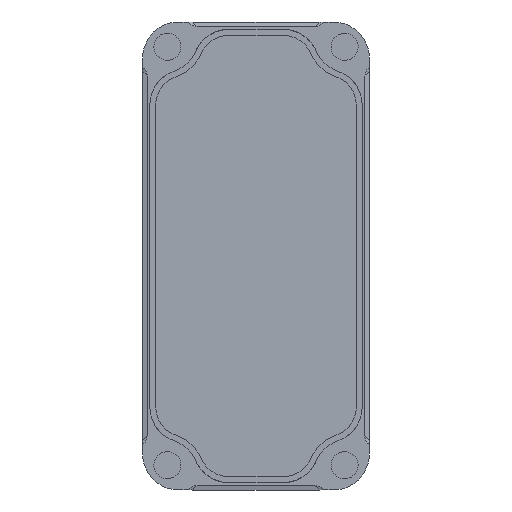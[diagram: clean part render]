
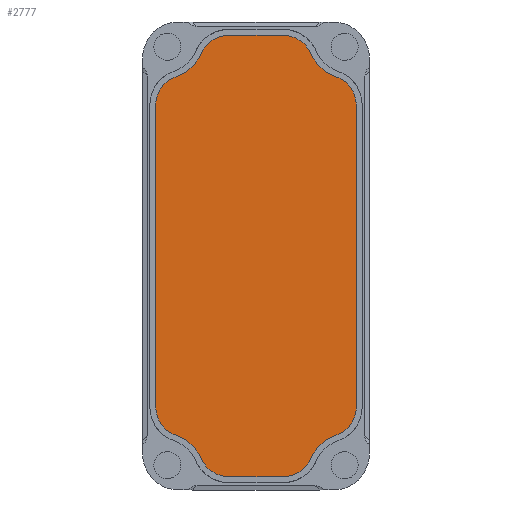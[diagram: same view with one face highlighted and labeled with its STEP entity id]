
A CAD part, front view. The second image highlights one B-rep face of the part: STEP entity #2777.
In plain terms, the highlighted free-form (B-spline) face has degree [1, 1] with [2, 2] control points.
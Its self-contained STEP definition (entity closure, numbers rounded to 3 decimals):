
#2394 = VERTEX_POINT('',#2395);
#2395 = CARTESIAN_POINT('',(-8.639,3.744,
    70.335));
#2400 = EDGE_CURVE('',#2394,#2401,#2403,.T.);
#2401 = VERTEX_POINT('',#2402);
#2402 = CARTESIAN_POINT('',(-17.493,3.744,
    64.517));
#2403 = ( BOUNDED_CURVE() B_SPLINE_CURVE(2,(#2404,#2405,#2406),
.UNSPECIFIED.,.F.,.F.) B_SPLINE_CURVE_WITH_KNOTS((3,3),(0.,1.163
),.PIECEWISE_BEZIER_KNOTS.) CURVE() GEOMETRIC_REPRESENTATION_ITEM() 
RATIONAL_B_SPLINE_CURVE((1.,0.836,1.)) REPRESENTATION_ITEM('') 
  );
#2404 = CARTESIAN_POINT('',(-8.639,3.744,
    70.335));
#2405 = CARTESIAN_POINT('',(-14.978,3.744,
    70.335));
#2406 = CARTESIAN_POINT('',(-17.493,3.744,
    64.517));
#2424 = EDGE_CURVE('',#2394,#2425,#2427,.T.);
#2425 = VERTEX_POINT('',#2426);
#2426 = CARTESIAN_POINT('',(8.639,3.744,
    70.335));
#2427 = B_SPLINE_CURVE_WITH_KNOTS('',1,(#2428,#2429),.UNSPECIFIED.,.F.,
  .F.,(2,2),(-6.,6.),.PIECEWISE_BEZIER_KNOTS.);
#2428 = CARTESIAN_POINT('',(-8.639,3.744,
    70.335));
#2429 = CARTESIAN_POINT('',(8.639,3.744,
    70.335));
#2448 = VERTEX_POINT('',#2449);
#2449 = CARTESIAN_POINT('',(17.493,3.744,
    64.517));
#2454 = EDGE_CURVE('',#2448,#2425,#2455,.T.);
#2455 = ( BOUNDED_CURVE() B_SPLINE_CURVE(2,(#2456,#2457,#2458),
.UNSPECIFIED.,.F.,.F.) B_SPLINE_CURVE_WITH_KNOTS((3,3),(5.12,
6.283),.PIECEWISE_BEZIER_KNOTS.) CURVE() 
GEOMETRIC_REPRESENTATION_ITEM() RATIONAL_B_SPLINE_CURVE((1.,
0.836,1.)) REPRESENTATION_ITEM('') );
#2456 = CARTESIAN_POINT('',(17.493,3.744,
    64.517));
#2457 = CARTESIAN_POINT('',(14.978,3.744,
    70.335));
#2458 = CARTESIAN_POINT('',(8.639,3.744,
    70.335));
#2471 = EDGE_CURVE('',#2448,#2472,#2474,.T.);
#2472 = VERTEX_POINT('',#2473);
#2473 = CARTESIAN_POINT('',(25.444,3.744,
    57.163));
#2474 = ( BOUNDED_CURVE() B_SPLINE_CURVE(2,(#2475,#2476,#2477),
.UNSPECIFIED.,.F.,.F.) B_SPLINE_CURVE_WITH_KNOTS((3,3),(1.979,
2.812),.PIECEWISE_BEZIER_KNOTS.) CURVE() 
GEOMETRIC_REPRESENTATION_ITEM() RATIONAL_B_SPLINE_CURVE((1.,
0.915,1.)) REPRESENTATION_ITEM('') );
#2475 = CARTESIAN_POINT('',(17.493,3.744,
    64.517));
#2476 = CARTESIAN_POINT('',(19.843,3.744,
    59.082));
#2477 = CARTESIAN_POINT('',(25.444,3.744,
    57.163));
#2498 = VERTEX_POINT('',#2499);
#2499 = CARTESIAN_POINT('',(31.964,3.744,
    48.037));
#2504 = EDGE_CURVE('',#2498,#2472,#2505,.T.);
#2505 = ( BOUNDED_CURVE() B_SPLINE_CURVE(2,(#2506,#2507,#2508),
.UNSPECIFIED.,.F.,.F.) B_SPLINE_CURVE_WITH_KNOTS((3,3),(4.712,
5.953),.PIECEWISE_BEZIER_KNOTS.) CURVE() 
GEOMETRIC_REPRESENTATION_ITEM() RATIONAL_B_SPLINE_CURVE((1.,
0.814,1.)) REPRESENTATION_ITEM('') );
#2506 = CARTESIAN_POINT('',(31.964,3.744,
    48.037));
#2507 = CARTESIAN_POINT('',(31.964,3.744,
    54.93));
#2508 = CARTESIAN_POINT('',(25.444,3.744,
    57.163));
#2521 = EDGE_CURVE('',#2498,#2522,#2524,.T.);
#2522 = VERTEX_POINT('',#2523);
#2523 = CARTESIAN_POINT('',(31.964,3.744,
    -48.037));
#2524 = B_SPLINE_CURVE_WITH_KNOTS('',1,(#2525,#2526),.UNSPECIFIED.,.F.,
  .F.,(2,2),(-33.364,33.364),.PIECEWISE_BEZIER_KNOTS.);
#2525 = CARTESIAN_POINT('',(31.964,3.744,
    48.037));
#2526 = CARTESIAN_POINT('',(31.964,3.744,
    -48.037));
#2544 = VERTEX_POINT('',#2545);
#2545 = CARTESIAN_POINT('',(25.444,3.744,
    -57.163));
#2550 = EDGE_CURVE('',#2544,#2522,#2551,.T.);
#2551 = ( BOUNDED_CURVE() B_SPLINE_CURVE(2,(#2552,#2553,#2554),
.UNSPECIFIED.,.F.,.F.) B_SPLINE_CURVE_WITH_KNOTS((3,3),(3.472,
4.712),.PIECEWISE_BEZIER_KNOTS.) CURVE() 
GEOMETRIC_REPRESENTATION_ITEM() RATIONAL_B_SPLINE_CURVE((1.,
0.814,1.)) REPRESENTATION_ITEM('') );
#2552 = CARTESIAN_POINT('',(25.444,3.744,
    -57.163));
#2553 = CARTESIAN_POINT('',(31.964,3.744,
    -54.93));
#2554 = CARTESIAN_POINT('',(31.964,3.744,
    -48.037));
#2569 = EDGE_CURVE('',#2544,#2570,#2572,.T.);
#2570 = VERTEX_POINT('',#2571);
#2571 = CARTESIAN_POINT('',(17.493,3.744,
    -64.517));
#2572 = ( BOUNDED_CURVE() B_SPLINE_CURVE(2,(#2573,#2574,#2575),
.UNSPECIFIED.,.F.,.F.) B_SPLINE_CURVE_WITH_KNOTS((3,3),(0.33,
1.163),.PIECEWISE_BEZIER_KNOTS.) CURVE() 
GEOMETRIC_REPRESENTATION_ITEM() RATIONAL_B_SPLINE_CURVE((1.,
0.915,1.)) REPRESENTATION_ITEM('') );
#2573 = CARTESIAN_POINT('',(25.444,3.744,
    -57.163));
#2574 = CARTESIAN_POINT('',(19.843,3.744,
    -59.082));
#2575 = CARTESIAN_POINT('',(17.493,3.744,
    -64.517));
#2594 = VERTEX_POINT('',#2595);
#2595 = CARTESIAN_POINT('',(8.639,3.744,
    -70.335));
#2600 = EDGE_CURVE('',#2594,#2570,#2601,.T.);
#2601 = ( BOUNDED_CURVE() B_SPLINE_CURVE(2,(#2602,#2603,#2604),
.UNSPECIFIED.,.F.,.F.) B_SPLINE_CURVE_WITH_KNOTS((3,3),(3.142,
4.304),.PIECEWISE_BEZIER_KNOTS.) CURVE() 
GEOMETRIC_REPRESENTATION_ITEM() RATIONAL_B_SPLINE_CURVE((1.,
0.836,1.)) REPRESENTATION_ITEM('') );
#2602 = CARTESIAN_POINT('',(8.639,3.744,
    -70.335));
#2603 = CARTESIAN_POINT('',(14.978,3.744,
    -70.335));
#2604 = CARTESIAN_POINT('',(17.493,3.744,
    -64.517));
#2618 = EDGE_CURVE('',#2594,#2619,#2621,.T.);
#2619 = VERTEX_POINT('',#2620);
#2620 = CARTESIAN_POINT('',(-8.639,3.744,
    -70.335));
#2621 = B_SPLINE_CURVE_WITH_KNOTS('',1,(#2622,#2623),.UNSPECIFIED.,.F.,
  .F.,(2,2),(-6.,6.),.PIECEWISE_BEZIER_KNOTS.);
#2622 = CARTESIAN_POINT('',(8.639,3.744,
    -70.335));
#2623 = CARTESIAN_POINT('',(-8.639,3.744,
    -70.335));
#2641 = VERTEX_POINT('',#2642);
#2642 = CARTESIAN_POINT('',(-17.493,3.744,
    -64.517));
#2647 = EDGE_CURVE('',#2641,#2619,#2648,.T.);
#2648 = ( BOUNDED_CURVE() B_SPLINE_CURVE(2,(#2649,#2650,#2651),
.UNSPECIFIED.,.F.,.F.) B_SPLINE_CURVE_WITH_KNOTS((3,3),(1.979,
3.142),.PIECEWISE_BEZIER_KNOTS.) CURVE() 
GEOMETRIC_REPRESENTATION_ITEM() RATIONAL_B_SPLINE_CURVE((1.,
0.836,1.)) REPRESENTATION_ITEM('') );
#2649 = CARTESIAN_POINT('',(-17.493,3.744,
    -64.517));
#2650 = CARTESIAN_POINT('',(-14.978,3.744,
    -70.335));
#2651 = CARTESIAN_POINT('',(-8.639,3.744,
    -70.335));
#2665 = EDGE_CURVE('',#2641,#2666,#2668,.T.);
#2666 = VERTEX_POINT('',#2667);
#2667 = CARTESIAN_POINT('',(-25.444,3.744,
    -57.163));
#2668 = ( BOUNDED_CURVE() B_SPLINE_CURVE(2,(#2669,#2670,#2671),
.UNSPECIFIED.,.F.,.F.) B_SPLINE_CURVE_WITH_KNOTS((3,3),(5.12,
5.953),.PIECEWISE_BEZIER_KNOTS.) CURVE() 
GEOMETRIC_REPRESENTATION_ITEM() RATIONAL_B_SPLINE_CURVE((1.,
0.915,1.)) REPRESENTATION_ITEM('') );
#2669 = CARTESIAN_POINT('',(-17.493,3.744,
    -64.517));
#2670 = CARTESIAN_POINT('',(-19.843,3.744,
    -59.082));
#2671 = CARTESIAN_POINT('',(-25.444,3.744,
    -57.163));
#2692 = VERTEX_POINT('',#2693);
#2693 = CARTESIAN_POINT('',(-31.964,3.744,
    -48.037));
#2698 = EDGE_CURVE('',#2692,#2666,#2699,.T.);
#2699 = ( BOUNDED_CURVE() B_SPLINE_CURVE(2,(#2700,#2701,#2702),
.UNSPECIFIED.,.F.,.F.) B_SPLINE_CURVE_WITH_KNOTS((3,3),(1.571,
2.812),.PIECEWISE_BEZIER_KNOTS.) CURVE() 
GEOMETRIC_REPRESENTATION_ITEM() RATIONAL_B_SPLINE_CURVE((1.,
0.814,1.)) REPRESENTATION_ITEM('') );
#2700 = CARTESIAN_POINT('',(-31.964,3.744,
    -48.037));
#2701 = CARTESIAN_POINT('',(-31.964,3.744,
    -54.93));
#2702 = CARTESIAN_POINT('',(-25.444,3.744,
    -57.163));
#2715 = EDGE_CURVE('',#2692,#2716,#2718,.T.);
#2716 = VERTEX_POINT('',#2717);
#2717 = CARTESIAN_POINT('',(-31.964,3.744,
    48.037));
#2718 = B_SPLINE_CURVE_WITH_KNOTS('',1,(#2719,#2720),.UNSPECIFIED.,.F.,
  .F.,(2,2),(-33.364,33.364),.PIECEWISE_BEZIER_KNOTS.);
#2719 = CARTESIAN_POINT('',(-31.964,3.744,
    -48.037));
#2720 = CARTESIAN_POINT('',(-31.964,3.744,
    48.037));
#2738 = VERTEX_POINT('',#2739);
#2739 = CARTESIAN_POINT('',(-25.444,3.744,
    57.163));
#2744 = EDGE_CURVE('',#2738,#2716,#2745,.T.);
#2745 = ( BOUNDED_CURVE() B_SPLINE_CURVE(2,(#2746,#2747,#2748),
.UNSPECIFIED.,.F.,.F.) B_SPLINE_CURVE_WITH_KNOTS((3,3),(0.33,
1.571),.PIECEWISE_BEZIER_KNOTS.) CURVE() 
GEOMETRIC_REPRESENTATION_ITEM() RATIONAL_B_SPLINE_CURVE((1.,
0.814,1.)) REPRESENTATION_ITEM('') );
#2746 = CARTESIAN_POINT('',(-25.444,3.744,
    57.163));
#2747 = CARTESIAN_POINT('',(-31.964,3.744,
    54.93));
#2748 = CARTESIAN_POINT('',(-31.964,3.744,
    48.037));
#2763 = EDGE_CURVE('',#2738,#2401,#2764,.T.);
#2764 = ( BOUNDED_CURVE() B_SPLINE_CURVE(2,(#2765,#2766,#2767),
.UNSPECIFIED.,.F.,.F.) B_SPLINE_CURVE_WITH_KNOTS((3,3),(3.472,
4.304),.PIECEWISE_BEZIER_KNOTS.) CURVE() 
GEOMETRIC_REPRESENTATION_ITEM() RATIONAL_B_SPLINE_CURVE((1.,
0.915,1.)) REPRESENTATION_ITEM('') );
#2765 = CARTESIAN_POINT('',(-25.444,3.744,
    57.163));
#2766 = CARTESIAN_POINT('',(-19.843,3.744,
    59.082));
#2767 = CARTESIAN_POINT('',(-17.493,3.744,
    64.517));
#2777 = ADVANCED_FACE('',(#2778),#2796,.T.);
#2778 = FACE_BOUND('',#2779,.T.);
#2779 = EDGE_LOOP('',(#2780,#2781,#2782,#2783,#2784,#2785,#2786,#2787,
    #2788,#2789,#2790,#2791,#2792,#2793,#2794,#2795));
#2780 = ORIENTED_EDGE('',*,*,#2400,.T.);
#2781 = ORIENTED_EDGE('',*,*,#2763,.F.);
#2782 = ORIENTED_EDGE('',*,*,#2744,.T.);
#2783 = ORIENTED_EDGE('',*,*,#2715,.F.);
#2784 = ORIENTED_EDGE('',*,*,#2698,.T.);
#2785 = ORIENTED_EDGE('',*,*,#2665,.F.);
#2786 = ORIENTED_EDGE('',*,*,#2647,.T.);
#2787 = ORIENTED_EDGE('',*,*,#2618,.F.);
#2788 = ORIENTED_EDGE('',*,*,#2600,.T.);
#2789 = ORIENTED_EDGE('',*,*,#2569,.F.);
#2790 = ORIENTED_EDGE('',*,*,#2550,.T.);
#2791 = ORIENTED_EDGE('',*,*,#2521,.F.);
#2792 = ORIENTED_EDGE('',*,*,#2504,.T.);
#2793 = ORIENTED_EDGE('',*,*,#2471,.F.);
#2794 = ORIENTED_EDGE('',*,*,#2454,.T.);
#2795 = ORIENTED_EDGE('',*,*,#2424,.F.);
#2796 = B_SPLINE_SURFACE_WITH_KNOTS('',1,1,(
    (#2797,#2798)
    ,(#2799,#2800
    )),.UNSPECIFIED.,.F.,.F.,.F.,(2,2),(2,2),(-15.486,
    82.214),(-6.7,37.7),.PIECEWISE_BEZIER_KNOTS.);
#2797 = CARTESIAN_POINT('',(-31.964,3.744,
    70.335));
#2798 = CARTESIAN_POINT('',(31.964,3.744,
    70.335));
#2799 = CARTESIAN_POINT('',(-31.964,3.744,
    -70.335));
#2800 = CARTESIAN_POINT('',(31.964,3.744,
    -70.335));
